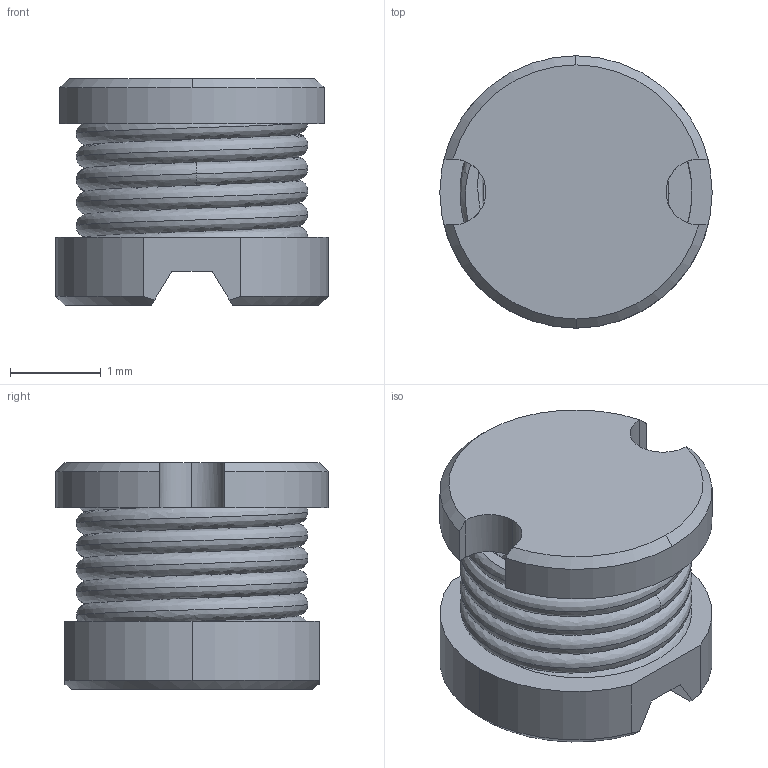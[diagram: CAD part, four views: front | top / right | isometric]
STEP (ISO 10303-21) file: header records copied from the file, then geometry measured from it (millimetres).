
FILE_DESCRIPTION(('FreeCAD Model'),'2;1');
FILE_NAME('SDR0302.step','2017-01-20T18:02:48',('Author'), (''),'Open CASCADE STEP processor 6.8','FreeCAD','Unknown');
FILE_SCHEMA(('AUTOMOTIVE_DESIGN_CC2 { 1 2 10303 214 -1 1 5 4 }'));
Length unit declared in the file: millimetre
Products named in the file (2): ASSEMBLY; SDR0302
Assembly tree (1 placements, depth 2):
  ASSEMBLY
    SDR0302
Bounding box: 3 x 3 x 2.5 mm (x, y, z)
Volume: 9.4 mm3; surface area: 64.8 mm2
Topology: 1 solids, 1 shells, 37 faces, 104 edges, 66 vertices
Faces by surface type: plane 17, cylinder 10, cone 6, bspline 4
Entity records: 17633 total; most frequent: CARTESIAN_POINT 15587, DIRECTION 238, ORIENTED_EDGE 208, PCURVE 208, DEFINITIONAL_REPRESENTATION 208, B_SPLINE_CURVE_WITH_KNOTS 170, EDGE_CURVE 104, SURFACE_CURVE 104
